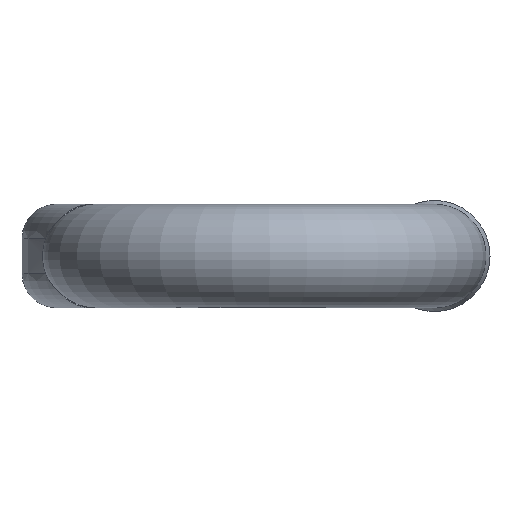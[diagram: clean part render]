
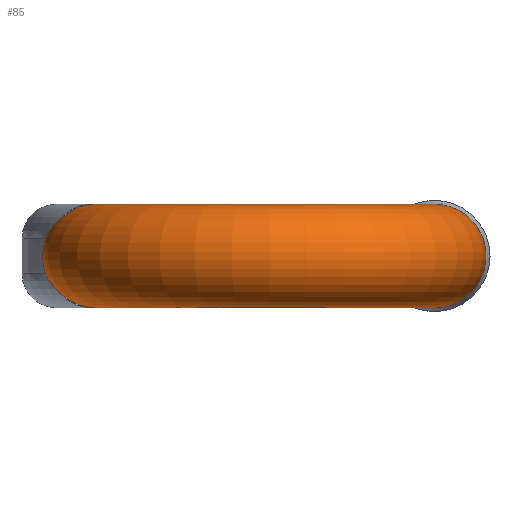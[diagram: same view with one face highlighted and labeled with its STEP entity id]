
A CAD part, front view. The second image highlights one B-rep face of the part: STEP entity #85.
In plain terms, the highlighted toroidal (fillet/blend) face has major radius 11.5 mm and minor radius 3.5 mm.
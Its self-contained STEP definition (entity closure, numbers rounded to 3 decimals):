
#63=TOROIDAL_SURFACE('',#466,11.5,3.5);
#70=FACE_BOUND('',#144,.T.);
#71=FACE_BOUND('',#145,.T.);
#85=ADVANCED_FACE('',(#70,#71),#63,.T.);
#144=EDGE_LOOP('',(#231));
#145=EDGE_LOOP('',(#232,#233,#234,#235,#236,#237,#238,#239,#240,#241,#242,
#243,#244,#245));
#188=B_SPLINE_CURVE_WITH_KNOTS('',3,(#734,#735,#736,#737),.UNSPECIFIED.,
.F.,.F.,(4,4),(0.,1.),.UNSPECIFIED.);
#189=B_SPLINE_CURVE_WITH_KNOTS('',3,(#740,#741,#742,#743,#744,#745,#746,
#747,#748,#749),.UNSPECIFIED.,.F.,.F.,(4,3,3,4),(0.,0.415,0.892,
1.),.UNSPECIFIED.);
#190=B_SPLINE_CURVE_WITH_KNOTS('',3,(#751,#752,#753,#754),.UNSPECIFIED.,
.F.,.F.,(4,4),(0.,1.),.UNSPECIFIED.);
#191=B_SPLINE_CURVE_WITH_KNOTS('',3,(#756,#757,#758,#759),.UNSPECIFIED.,
.F.,.F.,(4,4),(0.,1.),.UNSPECIFIED.);
#192=B_SPLINE_CURVE_WITH_KNOTS('',3,(#760,#761,#762,#763),.UNSPECIFIED.,
.F.,.F.,(4,4),(0.,1.),.UNSPECIFIED.);
#193=B_SPLINE_CURVE_WITH_KNOTS('',3,(#765,#766,#767,#768),.UNSPECIFIED.,
.F.,.F.,(4,4),(0.,1.),.UNSPECIFIED.);
#194=B_SPLINE_CURVE_WITH_KNOTS('',3,(#770,#771,#772,#773,#774,#775,#776,
#777,#778,#779),.UNSPECIFIED.,.F.,.F.,(4,3,3,4),(0.,0.222,0.71,
1.),.UNSPECIFIED.);
#195=B_SPLINE_CURVE_WITH_KNOTS('',3,(#781,#782,#783,#784),.UNSPECIFIED.,
.F.,.F.,(4,4),(0.,1.),.UNSPECIFIED.);
#196=B_SPLINE_CURVE_WITH_KNOTS('',3,(#786,#787,#788,#789,#790,#791,#792,
#793,#794,#795,#796,#797,#798),.UNSPECIFIED.,.F.,.F.,(4,3,3,3,4),(0.,0.276,
0.547,0.813,1.),.UNSPECIFIED.);
#197=B_SPLINE_CURVE_WITH_KNOTS('',3,(#800,#801,#802,#803),.UNSPECIFIED.,
.F.,.F.,(4,4),(0.,1.),.UNSPECIFIED.);
#198=B_SPLINE_CURVE_WITH_KNOTS('',3,(#804,#805,#806,#807),.UNSPECIFIED.,
.F.,.F.,(4,4),(0.,1.),.UNSPECIFIED.);
#199=B_SPLINE_CURVE_WITH_KNOTS('',3,(#809,#810,#811,#812,#813,#814,#815,
#816,#817,#818,#819,#820,#821),.UNSPECIFIED.,.F.,.F.,(4,3,3,3,4),(0.,0.221,
0.489,0.758,1.),.UNSPECIFIED.);
#231=ORIENTED_EDGE('',*,*,#395,.F.);
#232=ORIENTED_EDGE('',*,*,#396,.F.);
#233=ORIENTED_EDGE('',*,*,#397,.F.);
#234=ORIENTED_EDGE('',*,*,#398,.T.);
#235=ORIENTED_EDGE('',*,*,#399,.F.);
#236=ORIENTED_EDGE('',*,*,#376,.T.);
#237=ORIENTED_EDGE('',*,*,#400,.F.);
#238=ORIENTED_EDGE('',*,*,#401,.T.);
#239=ORIENTED_EDGE('',*,*,#402,.F.);
#240=ORIENTED_EDGE('',*,*,#403,.F.);
#241=ORIENTED_EDGE('',*,*,#404,.T.);
#242=ORIENTED_EDGE('',*,*,#405,.F.);
#243=ORIENTED_EDGE('',*,*,#380,.T.);
#244=ORIENTED_EDGE('',*,*,#406,.F.);
#245=ORIENTED_EDGE('',*,*,#407,.T.);
#334=VERTEX_POINT('',#612);
#335=VERTEX_POINT('',#613);
#338=VERTEX_POINT('',#632);
#339=VERTEX_POINT('',#633);
#351=VERTEX_POINT('',#733);
#352=VERTEX_POINT('',#738);
#353=VERTEX_POINT('',#739);
#354=VERTEX_POINT('',#750);
#355=VERTEX_POINT('',#755);
#356=VERTEX_POINT('',#764);
#357=VERTEX_POINT('',#769);
#358=VERTEX_POINT('',#780);
#359=VERTEX_POINT('',#785);
#360=VERTEX_POINT('',#799);
#361=VERTEX_POINT('',#808);
#376=EDGE_CURVE('',#334,#335,#437,.T.);
#380=EDGE_CURVE('',#338,#339,#439,.T.);
#395=EDGE_CURVE('',#351,#351,#441,.T.);
#396=EDGE_CURVE('',#352,#353,#188,.T.);
#397=EDGE_CURVE('',#354,#352,#189,.T.);
#398=EDGE_CURVE('',#354,#355,#190,.T.);
#399=EDGE_CURVE('',#334,#355,#191,.T.);
#400=EDGE_CURVE('',#356,#335,#192,.T.);
#401=EDGE_CURVE('',#356,#357,#193,.T.);
#402=EDGE_CURVE('',#358,#357,#194,.T.);
#403=EDGE_CURVE('',#359,#358,#195,.T.);
#404=EDGE_CURVE('',#359,#360,#196,.T.);
#405=EDGE_CURVE('',#338,#360,#197,.T.);
#406=EDGE_CURVE('',#361,#339,#198,.T.);
#407=EDGE_CURVE('',#361,#353,#199,.T.);
#437=CIRCLE('',#457,3.5);
#439=CIRCLE('',#461,3.5);
#441=CIRCLE('',#465,3.5);
#457=AXIS2_PLACEMENT_3D('',#611,#506,#507);
#461=AXIS2_PLACEMENT_3D('',#631,#514,#515);
#465=AXIS2_PLACEMENT_3D('',#732,#522,#523);
#466=AXIS2_PLACEMENT_3D('',#822,#524,#525);
#506=DIRECTION('',(0.,-1.,0.));
#507=DIRECTION('',(1.,0.,0.));
#514=DIRECTION('',(0.,-1.,0.));
#515=DIRECTION('',(1.,0.,0.));
#522=DIRECTION('',(0.,1.,0.));
#523=DIRECTION('',(-1.,0.,0.));
#524=DIRECTION('',(0.,0.,-1.));
#525=DIRECTION('',(-1.,0.,0.));
#611=CARTESIAN_POINT('',(-11.5,-10.,0.));
#612=CARTESIAN_POINT('',(-14.886,-10.,0.885));
#613=CARTESIAN_POINT('',(-14.886,-10.,-0.885));
#631=CARTESIAN_POINT('',(-11.5,-10.,0.));
#632=CARTESIAN_POINT('',(-8.114,-10.,-0.885));
#633=CARTESIAN_POINT('',(-8.114,-10.,0.885));
#732=CARTESIAN_POINT('',(11.5,-10.,0.));
#733=CARTESIAN_POINT('',(8.,-10.,0.));
#734=CARTESIAN_POINT('',(-11.332,-11.958,3.5));
#735=CARTESIAN_POINT('',(-11.239,-11.958,3.5));
#736=CARTESIAN_POINT('',(-11.145,-11.958,3.496));
#737=CARTESIAN_POINT('',(-11.052,-11.958,3.489));
#738=CARTESIAN_POINT('',(-11.332,-11.958,3.5));
#739=CARTESIAN_POINT('',(-11.052,-11.958,3.489));
#740=CARTESIAN_POINT('',(-13.633,-11.958,2.661));
#741=CARTESIAN_POINT('',(-13.37,-11.958,2.884));
#742=CARTESIAN_POINT('',(-13.071,-11.958,3.069));
#743=CARTESIAN_POINT('',(-12.755,-11.958,3.206));
#744=CARTESIAN_POINT('',(-12.392,-11.958,3.363));
#745=CARTESIAN_POINT('',(-11.997,-11.958,3.46));
#746=CARTESIAN_POINT('',(-11.603,-11.958,3.49));
#747=CARTESIAN_POINT('',(-11.513,-11.958,3.497));
#748=CARTESIAN_POINT('',(-11.422,-11.958,3.5));
#749=CARTESIAN_POINT('',(-11.332,-11.958,3.5));
#750=CARTESIAN_POINT('',(-13.633,-11.958,2.661));
#751=CARTESIAN_POINT('',(-13.633,-11.958,2.661));
#752=CARTESIAN_POINT('',(-14.196,-11.462,2.246));
#753=CARTESIAN_POINT('',(-14.595,-10.916,1.704));
#754=CARTESIAN_POINT('',(-14.797,-10.283,1.167));
#755=CARTESIAN_POINT('',(-14.797,-10.283,1.167));
#756=CARTESIAN_POINT('',(-14.886,-10.,0.885));
#757=CARTESIAN_POINT('',(-14.859,-10.087,0.988));
#758=CARTESIAN_POINT('',(-14.829,-10.182,1.081));
#759=CARTESIAN_POINT('',(-14.797,-10.283,1.167));
#760=CARTESIAN_POINT('',(-14.797,-10.283,-1.167));
#761=CARTESIAN_POINT('',(-14.829,-10.182,-1.081));
#762=CARTESIAN_POINT('',(-14.859,-10.087,-0.988));
#763=CARTESIAN_POINT('',(-14.886,-10.,-0.885));
#764=CARTESIAN_POINT('',(-14.797,-10.283,-1.167));
#765=CARTESIAN_POINT('',(-14.797,-10.283,-1.167));
#766=CARTESIAN_POINT('',(-14.596,-10.914,-1.702));
#767=CARTESIAN_POINT('',(-14.196,-11.462,-2.246));
#768=CARTESIAN_POINT('',(-13.633,-11.958,-2.661));
#769=CARTESIAN_POINT('',(-13.633,-11.958,-2.661));
#770=CARTESIAN_POINT('',(-11.332,-11.958,-3.5));
#771=CARTESIAN_POINT('',(-11.517,-11.958,-3.5));
#772=CARTESIAN_POINT('',(-11.702,-11.958,-3.486));
#773=CARTESIAN_POINT('',(-11.885,-11.958,-3.457));
#774=CARTESIAN_POINT('',(-12.284,-11.958,-3.395));
#775=CARTESIAN_POINT('',(-12.678,-11.958,-3.263));
#776=CARTESIAN_POINT('',(-13.033,-11.958,-3.071));
#777=CARTESIAN_POINT('',(-13.246,-11.958,-2.956));
#778=CARTESIAN_POINT('',(-13.448,-11.958,-2.818));
#779=CARTESIAN_POINT('',(-13.633,-11.958,-2.661));
#780=CARTESIAN_POINT('',(-11.332,-11.958,-3.5));
#781=CARTESIAN_POINT('',(-11.052,-11.958,-3.489));
#782=CARTESIAN_POINT('',(-11.145,-11.958,-3.496));
#783=CARTESIAN_POINT('',(-11.239,-11.958,-3.5));
#784=CARTESIAN_POINT('',(-11.332,-11.958,-3.5));
#785=CARTESIAN_POINT('',(-11.052,-11.958,-3.489));
#786=CARTESIAN_POINT('',(-11.052,-11.958,-3.489));
#787=CARTESIAN_POINT('',(-10.67,-11.868,-3.458));
#788=CARTESIAN_POINT('',(-10.289,-11.77,-3.358));
#789=CARTESIAN_POINT('',(-9.945,-11.658,-3.2));
#790=CARTESIAN_POINT('',(-9.607,-11.549,-3.044));
#791=CARTESIAN_POINT('',(-9.296,-11.424,-2.828));
#792=CARTESIAN_POINT('',(-9.041,-11.277,-2.576));
#793=CARTESIAN_POINT('',(-8.789,-11.133,-2.328));
#794=CARTESIAN_POINT('',(-8.585,-10.962,-2.039));
#795=CARTESIAN_POINT('',(-8.437,-10.757,-1.754));
#796=CARTESIAN_POINT('',(-8.333,-10.612,-1.553));
#797=CARTESIAN_POINT('',(-8.255,-10.447,-1.351));
#798=CARTESIAN_POINT('',(-8.196,-10.261,-1.167));
#799=CARTESIAN_POINT('',(-8.196,-10.261,-1.167));
#800=CARTESIAN_POINT('',(-8.114,-10.,-0.885));
#801=CARTESIAN_POINT('',(-8.139,-10.083,-0.983));
#802=CARTESIAN_POINT('',(-8.167,-10.171,-1.077));
#803=CARTESIAN_POINT('',(-8.196,-10.261,-1.167));
#804=CARTESIAN_POINT('',(-8.196,-10.261,1.167));
#805=CARTESIAN_POINT('',(-8.167,-10.171,1.077));
#806=CARTESIAN_POINT('',(-8.139,-10.083,0.983));
#807=CARTESIAN_POINT('',(-8.114,-10.,0.885));
#808=CARTESIAN_POINT('',(-8.196,-10.261,1.167));
#809=CARTESIAN_POINT('',(-8.196,-10.261,1.167));
#810=CARTESIAN_POINT('',(-8.266,-10.48,1.384));
#811=CARTESIAN_POINT('',(-8.362,-10.67,1.625));
#812=CARTESIAN_POINT('',(-8.495,-10.832,1.861));
#813=CARTESIAN_POINT('',(-8.657,-11.03,2.148));
#814=CARTESIAN_POINT('',(-8.877,-11.194,2.432));
#815=CARTESIAN_POINT('',(-9.142,-11.333,2.672));
#816=CARTESIAN_POINT('',(-9.409,-11.473,2.912));
#817=CARTESIAN_POINT('',(-9.728,-11.593,3.114));
#818=CARTESIAN_POINT('',(-10.07,-11.698,3.254));
#819=CARTESIAN_POINT('',(-10.379,-11.793,3.381));
#820=CARTESIAN_POINT('',(-10.715,-11.879,3.462));
#821=CARTESIAN_POINT('',(-11.052,-11.958,3.489));
#822=CARTESIAN_POINT('',(0.,-10.,0.));
